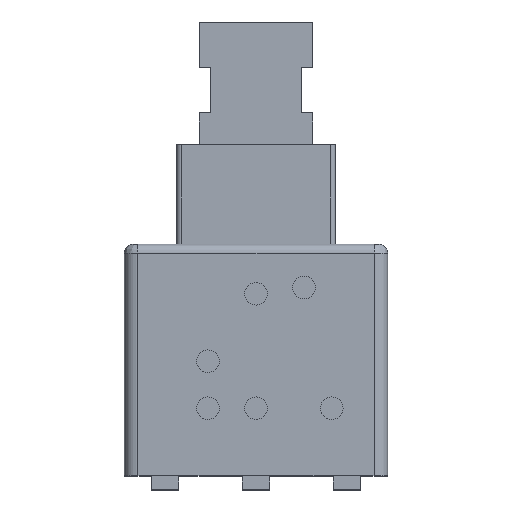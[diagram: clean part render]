
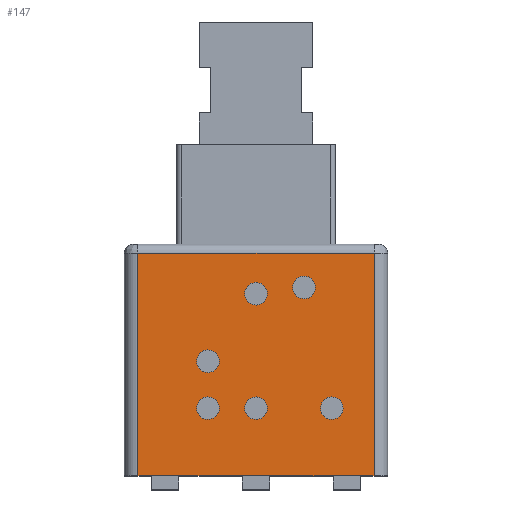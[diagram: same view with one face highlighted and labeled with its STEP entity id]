
A CAD part, top view. The second image highlights one B-rep face of the part: STEP entity #147.
In plain terms, the highlighted planar face has unit normal (0, 0, 1).
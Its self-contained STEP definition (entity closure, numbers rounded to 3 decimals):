
#147=ADVANCED_FACE('',(#887,#888,#889,#890,#891,#892,#893),#894,.T.);
#887=FACE_OUTER_BOUND('',#2210,.T.);
#888=FACE_BOUND('',#2211,.T.);
#889=FACE_BOUND('',#2212,.T.);
#890=FACE_BOUND('',#2213,.T.);
#891=FACE_BOUND('',#2214,.T.);
#892=FACE_BOUND('',#2215,.T.);
#893=FACE_BOUND('',#2216,.T.);
#894=PLANE('',#2217);
#2210=EDGE_LOOP('',(#4496,#4497,#4498,#4499,#4500,#4501,#4502,#4503,#4504,#4505));
#2211=EDGE_LOOP('',(#4506,#4507));
#2212=EDGE_LOOP('',(#4508,#4509));
#2213=EDGE_LOOP('',(#4510,#4511));
#2214=EDGE_LOOP('',(#4512,#4513));
#2215=EDGE_LOOP('',(#4514,#4515));
#2216=EDGE_LOOP('',(#4516,#4517));
#2217=AXIS2_PLACEMENT_3D('',#4518,#4519,#4520);
#4496=ORIENTED_EDGE('',*,*,#9142,.T.);
#4497=ORIENTED_EDGE('',*,*,#8476,.T.);
#4498=ORIENTED_EDGE('',*,*,#9143,.T.);
#4499=ORIENTED_EDGE('',*,*,#8472,.T.);
#4500=ORIENTED_EDGE('',*,*,#9144,.T.);
#4501=ORIENTED_EDGE('',*,*,#8468,.T.);
#4502=ORIENTED_EDGE('',*,*,#9145,.T.);
#4503=ORIENTED_EDGE('',*,*,#8464,.T.);
#4504=ORIENTED_EDGE('',*,*,#8995,.F.);
#4505=ORIENTED_EDGE('',*,*,#8991,.F.);
#4506=ORIENTED_EDGE('',*,*,#9146,.F.);
#4507=ORIENTED_EDGE('',*,*,#9147,.F.);
#4508=ORIENTED_EDGE('',*,*,#9148,.F.);
#4509=ORIENTED_EDGE('',*,*,#9149,.F.);
#4510=ORIENTED_EDGE('',*,*,#9150,.F.);
#4511=ORIENTED_EDGE('',*,*,#9151,.F.);
#4512=ORIENTED_EDGE('',*,*,#9152,.F.);
#4513=ORIENTED_EDGE('',*,*,#9153,.F.);
#4514=ORIENTED_EDGE('',*,*,#9154,.F.);
#4515=ORIENTED_EDGE('',*,*,#9155,.F.);
#4516=ORIENTED_EDGE('',*,*,#9156,.F.);
#4517=ORIENTED_EDGE('',*,*,#9157,.F.);
#4518=CARTESIAN_POINT('',(-2.9,0.0,2.9));
#4519=DIRECTION('',(0.0,0.0,1.0));
#4520=DIRECTION('',(1.0,0.0,0.0));
#8464=EDGE_CURVE('',#10176,#10174,#10177,.T.);
#8468=EDGE_CURVE('',#10184,#10182,#10185,.T.);
#8472=EDGE_CURVE('',#10192,#10190,#10193,.T.);
#8476=EDGE_CURVE('',#10200,#10198,#10201,.T.);
#8991=EDGE_CURVE('',#11198,#11200,#11201,.T.);
#8995=EDGE_CURVE('',#11200,#10174,#11206,.T.);
#9142=EDGE_CURVE('',#11198,#10200,#11440,.T.);
#9143=EDGE_CURVE('',#10198,#10192,#11441,.T.);
#9144=EDGE_CURVE('',#10190,#10184,#11442,.T.);
#9145=EDGE_CURVE('',#10182,#10176,#11443,.T.);
#9146=EDGE_CURVE('',#11444,#11445,#11446,.T.);
#9147=EDGE_CURVE('',#11445,#11444,#11447,.T.);
#9148=EDGE_CURVE('',#11448,#11449,#11450,.T.);
#9149=EDGE_CURVE('',#11449,#11448,#11451,.T.);
#9150=EDGE_CURVE('',#11452,#11453,#11454,.T.);
#9151=EDGE_CURVE('',#11453,#11452,#11455,.T.);
#9152=EDGE_CURVE('',#11456,#11457,#11458,.T.);
#9153=EDGE_CURVE('',#11457,#11456,#11459,.T.);
#9154=EDGE_CURVE('',#11460,#11461,#11462,.T.);
#9155=EDGE_CURVE('',#11461,#11460,#11463,.T.);
#9156=EDGE_CURVE('',#11464,#11465,#11466,.T.);
#9157=EDGE_CURVE('',#11465,#11464,#11467,.T.);
#10174=VERTEX_POINT('',#12990);
#10176=VERTEX_POINT('',#12992);
#10177=LINE('',#12993,#12994);
#10182=VERTEX_POINT('',#13001);
#10184=VERTEX_POINT('',#13004);
#10185=LINE('',#13005,#13006);
#10190=VERTEX_POINT('',#13013);
#10192=VERTEX_POINT('',#13016);
#10193=LINE('',#13017,#13018);
#10198=VERTEX_POINT('',#13025);
#10200=VERTEX_POINT('',#13028);
#10201=LINE('',#13029,#13030);
#11198=VERTEX_POINT('',#14519);
#11200=VERTEX_POINT('',#14521);
#11201=LINE('',#14522,#14523);
#11206=LINE('',#14528,#14529);
#11440=LINE('',#14873,#14874);
#11441=LINE('',#14875,#14876);
#11442=LINE('',#14877,#14878);
#11443=LINE('',#14879,#14880);
#11444=VERTEX_POINT('',#14881);
#11445=VERTEX_POINT('',#14882);
#11446=CIRCLE('',#14883,0.25);
#11447=CIRCLE('',#14884,0.25);
#11448=VERTEX_POINT('',#14885);
#11449=VERTEX_POINT('',#14886);
#11450=CIRCLE('',#14887,0.25);
#11451=CIRCLE('',#14888,0.25);
#11452=VERTEX_POINT('',#14889);
#11453=VERTEX_POINT('',#14890);
#11454=CIRCLE('',#14891,0.25);
#11455=CIRCLE('',#14892,0.25);
#11456=VERTEX_POINT('',#14893);
#11457=VERTEX_POINT('',#14894);
#11458=CIRCLE('',#14895,0.25);
#11459=CIRCLE('',#14896,0.25);
#11460=VERTEX_POINT('',#14897);
#11461=VERTEX_POINT('',#14898);
#11462=CIRCLE('',#14899,0.25);
#11463=CIRCLE('',#14900,0.25);
#11464=VERTEX_POINT('',#14901);
#11465=VERTEX_POINT('',#14902);
#11466=CIRCLE('',#14903,0.25);
#11467=CIRCLE('',#14904,0.25);
#12990=CARTESIAN_POINT('',(2.6,0.0,2.9));
#12992=CARTESIAN_POINT('',(2.3,0.0,2.9));
#12993=CARTESIAN_POINT('',(2.3,0.0,2.9));
#12994=VECTOR('',#17314,0.3);
#13001=CARTESIAN_POINT('',(1.7,0.0,2.9));
#13004=CARTESIAN_POINT('',(0.3,0.0,2.9));
#13005=CARTESIAN_POINT('',(0.3,0.0,2.9));
#13006=VECTOR('',#17318,1.4);
#13013=CARTESIAN_POINT('',(-0.3,0.0,2.9));
#13016=CARTESIAN_POINT('',(-1.7,0.0,2.9));
#13017=CARTESIAN_POINT('',(-1.7,0.0,2.9));
#13018=VECTOR('',#17322,1.4);
#13025=CARTESIAN_POINT('',(-2.3,0.0,2.9));
#13028=CARTESIAN_POINT('',(-2.6,0.0,2.9));
#13029=CARTESIAN_POINT('',(-2.6,0.0,2.9));
#13030=VECTOR('',#17326,0.3);
#14519=CARTESIAN_POINT('',(-2.6,4.9,2.9));
#14521=CARTESIAN_POINT('',(2.6,4.9,2.9));
#14522=CARTESIAN_POINT('',(-2.6,4.9,2.9));
#14523=VECTOR('',#17885,5.2);
#14528=CARTESIAN_POINT('',(2.6,4.9,2.9));
#14529=VECTOR('',#17895,4.9);
#14873=CARTESIAN_POINT('',(-2.6,4.9,2.9));
#14874=VECTOR('',#18114,4.9);
#14875=CARTESIAN_POINT('',(-2.3,0.0,2.9));
#14876=VECTOR('',#18115,0.6);
#14877=CARTESIAN_POINT('',(-0.3,0.0,2.9));
#14878=VECTOR('',#18116,0.6);
#14879=CARTESIAN_POINT('',(1.7,0.0,2.9));
#14880=VECTOR('',#18117,0.6);
#14881=CARTESIAN_POINT('',(-0.25,4.01,2.9));
#14882=CARTESIAN_POINT('',(0.25,4.01,2.9));
#14883=AXIS2_PLACEMENT_3D('',#18118,#18119,#18120);
#14884=AXIS2_PLACEMENT_3D('',#18121,#18122,#18123);
#14885=CARTESIAN_POINT('',(-0.25,1.49,2.9));
#14886=CARTESIAN_POINT('',(0.25,1.49,2.9));
#14887=AXIS2_PLACEMENT_3D('',#18124,#18125,#18126);
#14888=AXIS2_PLACEMENT_3D('',#18127,#18128,#18129);
#14889=CARTESIAN_POINT('',(0.81,4.15,2.9));
#14890=CARTESIAN_POINT('',(1.31,4.15,2.9));
#14891=AXIS2_PLACEMENT_3D('',#18130,#18131,#18132);
#14892=AXIS2_PLACEMENT_3D('',#18133,#18134,#18135);
#14893=CARTESIAN_POINT('',(1.42,1.49,2.9));
#14894=CARTESIAN_POINT('',(1.92,1.49,2.9));
#14895=AXIS2_PLACEMENT_3D('',#18136,#18137,#18138);
#14896=AXIS2_PLACEMENT_3D('',#18139,#18140,#18141);
#14897=CARTESIAN_POINT('',(-1.31,1.49,2.9));
#14898=CARTESIAN_POINT('',(-0.81,1.49,2.9));
#14899=AXIS2_PLACEMENT_3D('',#18142,#18143,#18144);
#14900=AXIS2_PLACEMENT_3D('',#18145,#18146,#18147);
#14901=CARTESIAN_POINT('',(-1.31,2.524,2.9));
#14902=CARTESIAN_POINT('',(-0.81,2.524,2.9));
#14903=AXIS2_PLACEMENT_3D('',#18148,#18149,#18150);
#14904=AXIS2_PLACEMENT_3D('',#18151,#18152,#18153);
#17314=DIRECTION('',(1.0,0.0,0.0));
#17318=DIRECTION('',(1.0,0.0,0.0));
#17322=DIRECTION('',(1.0,0.0,0.0));
#17326=DIRECTION('',(1.0,0.0,0.0));
#17885=DIRECTION('',(1.0,0.0,0.0));
#17895=DIRECTION('',(0.,-1.0,0.0));
#18114=DIRECTION('',(0.,-1.0,0.0));
#18115=DIRECTION('',(1.0,0.0,0.0));
#18116=DIRECTION('',(1.0,0.0,0.0));
#18117=DIRECTION('',(1.0,0.0,0.0));
#18118=CARTESIAN_POINT('',(0.0,4.01,2.9));
#18119=DIRECTION('',(0.0,0.0,1.0));
#18120=DIRECTION('',(-1.0,0.0,0.0));
#18121=CARTESIAN_POINT('',(0.0,4.01,2.9));
#18122=DIRECTION('',(0.0,0.0,1.0));
#18123=DIRECTION('',(1.0,0.0,0.0));
#18124=CARTESIAN_POINT('',(0.0,1.49,2.9));
#18125=DIRECTION('',(0.0,0.0,1.0));
#18126=DIRECTION('',(-1.0,0.0,0.0));
#18127=CARTESIAN_POINT('',(0.0,1.49,2.9));
#18128=DIRECTION('',(0.0,0.0,1.0));
#18129=DIRECTION('',(1.0,0.0,0.0));
#18130=CARTESIAN_POINT('',(1.06,4.15,2.9));
#18131=DIRECTION('',(0.0,0.0,1.0));
#18132=DIRECTION('',(-1.0,0.0,0.0));
#18133=CARTESIAN_POINT('',(1.06,4.15,2.9));
#18134=DIRECTION('',(0.0,0.0,1.0));
#18135=DIRECTION('',(1.0,0.0,0.0));
#18136=CARTESIAN_POINT('',(1.67,1.49,2.9));
#18137=DIRECTION('',(0.0,0.0,1.0));
#18138=DIRECTION('',(-1.0,0.0,0.0));
#18139=CARTESIAN_POINT('',(1.67,1.49,2.9));
#18140=DIRECTION('',(0.0,0.0,1.0));
#18141=DIRECTION('',(1.0,0.0,0.0));
#18142=CARTESIAN_POINT('',(-1.06,1.49,2.9));
#18143=DIRECTION('',(0.0,0.0,1.0));
#18144=DIRECTION('',(-1.0,0.0,0.0));
#18145=CARTESIAN_POINT('',(-1.06,1.49,2.9));
#18146=DIRECTION('',(0.0,0.0,1.0));
#18147=DIRECTION('',(1.0,0.0,0.0));
#18148=CARTESIAN_POINT('',(-1.06,2.524,2.9));
#18149=DIRECTION('',(0.0,0.0,1.0));
#18150=DIRECTION('',(-1.0,0.0,0.0));
#18151=CARTESIAN_POINT('',(-1.06,2.524,2.9));
#18152=DIRECTION('',(0.0,0.0,1.0));
#18153=DIRECTION('',(1.0,0.0,0.0));
